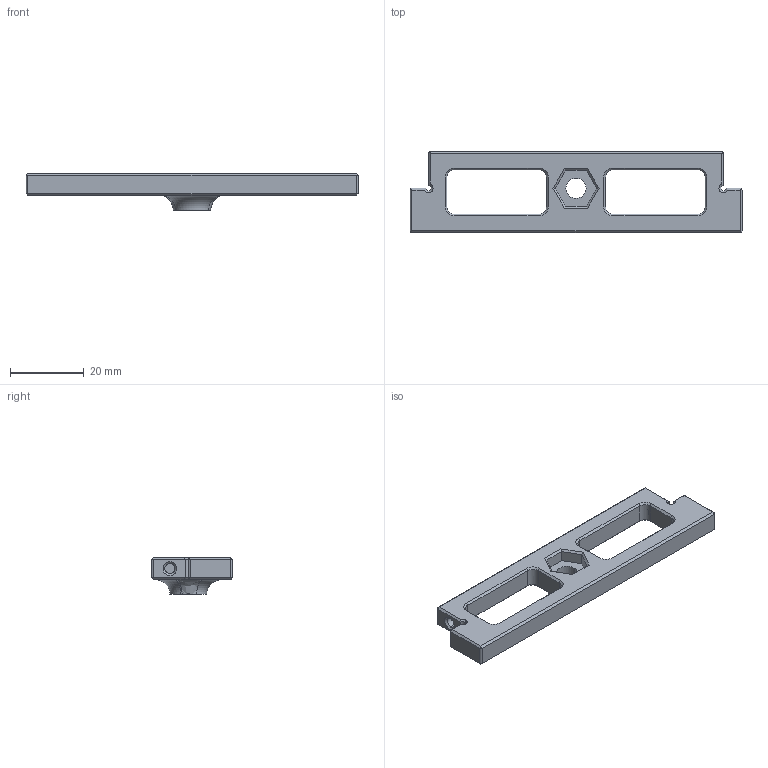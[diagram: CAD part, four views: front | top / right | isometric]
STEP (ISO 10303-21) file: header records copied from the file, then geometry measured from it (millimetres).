
FILE_DESCRIPTION (( 'STEP AP214' ), '1' );
FILE_NAME ('Mini Plate with Nut.STEP', '2026-01-07T21:14:08', ( '' ), ( '' ), 'SwSTEP 2.0', 'SolidWorks 2025', '' );
FILE_SCHEMA (( 'AUTOMOTIVE_DESIGN' ));
Length unit declared in the file: millimetre
Products named in the file (1): Mini Plate with Nut
Bounding box: 90 x 22 x 10 mm (x, y, z)
Volume: 7247.5 mm3; surface area: 4844.5 mm2
Topology: 1 solids, 1 shells, 151 faces, 348 edges, 190 vertices
Faces by surface type: plane 67, cone 40, cylinder 28, bspline 14, torus 2
Entity records: 4615 total; most frequent: CARTESIAN_POINT 1347, ORIENTED_EDGE 672, DIRECTION 660, EDGE_CURVE 336, AXIS2_PLACEMENT_3D 231, VECTOR 198, LINE 198, VERTEX_POINT 190
